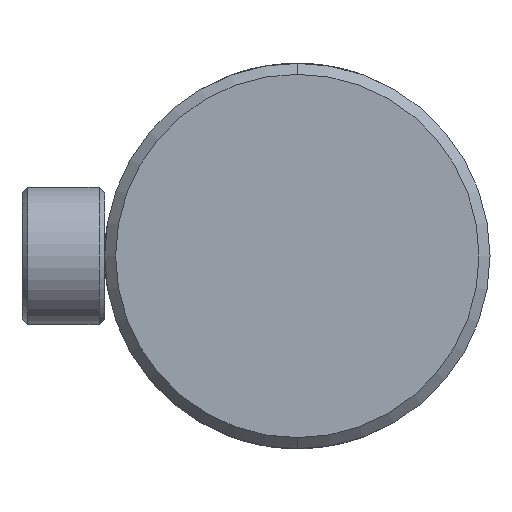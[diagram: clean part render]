
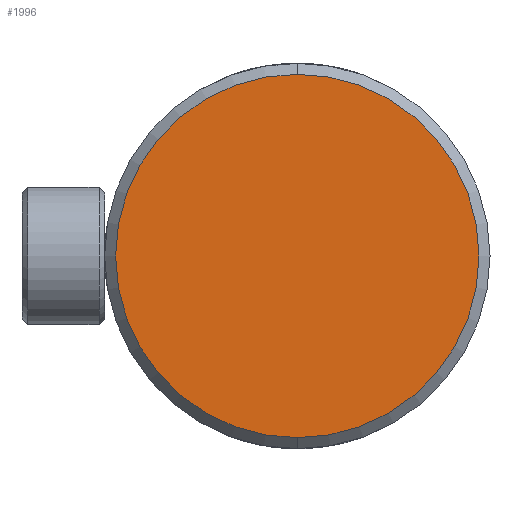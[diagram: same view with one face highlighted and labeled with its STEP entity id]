
A CAD part, left-side view. The second image highlights one B-rep face of the part: STEP entity #1996.
In plain terms, the highlighted planar face has unit normal (-1, 0, 0).
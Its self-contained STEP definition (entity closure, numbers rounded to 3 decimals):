
#140 = PLANE ( 'NONE',  #2992 ) ;
#291 = VERTEX_POINT ( 'NONE', #3206 ) ;
#711 = DIRECTION ( 'NONE',  ( 0., 0., 1. ) ) ;
#721 = CIRCLE ( 'NONE', #1573, 33. ) ;
#944 = CARTESIAN_POINT ( 'NONE',  ( -47., 0., 0. ) ) ;
#1145 = CARTESIAN_POINT ( 'NONE',  ( -47., 0., 0. ) ) ;
#1476 = DIRECTION ( 'NONE',  ( 0., 0., -1. ) ) ;
#1490 = CARTESIAN_POINT ( 'NONE',  ( -47., 0., 0. ) ) ;
#1573 = AXIS2_PLACEMENT_3D ( 'NONE', #944, #1938, #3533 ) ;
#1636 = EDGE_CURVE ( 'NONE', #2758, #291, #3420, .T. ) ;
#1938 = DIRECTION ( 'NONE',  ( -1., 0., 0. ) ) ;
#1996 = ADVANCED_FACE ( 'NONE', ( #2806 ), #140, .F. ) ;
#2344 = AXIS2_PLACEMENT_3D ( 'NONE', #1490, #3911, #711 ) ;
#2440 = EDGE_CURVE ( 'NONE', #291, #2758, #721, .T. ) ;
#2758 = VERTEX_POINT ( 'NONE', #3157 ) ;
#2806 = FACE_OUTER_BOUND ( 'NONE', #3612, .T. ) ;
#2961 = ORIENTED_EDGE ( 'NONE', *, *, #1636, .T. ) ;
#2992 = AXIS2_PLACEMENT_3D ( 'NONE', #1145, #3087, #1476 ) ;
#3054 = ORIENTED_EDGE ( 'NONE', *, *, #2440, .T. ) ;
#3087 = DIRECTION ( 'NONE',  ( 1., 0., 0. ) ) ;
#3157 = CARTESIAN_POINT ( 'NONE',  ( -47., 0., -33. ) ) ;
#3206 = CARTESIAN_POINT ( 'NONE',  ( -47., 0., 33. ) ) ;
#3420 = CIRCLE ( 'NONE', #2344, 33. ) ;
#3533 = DIRECTION ( 'NONE',  ( 0., 0., 1. ) ) ;
#3612 = EDGE_LOOP ( 'NONE', ( #2961, #3054 ) ) ;
#3911 = DIRECTION ( 'NONE',  ( -1., 0., 0. ) ) ;
